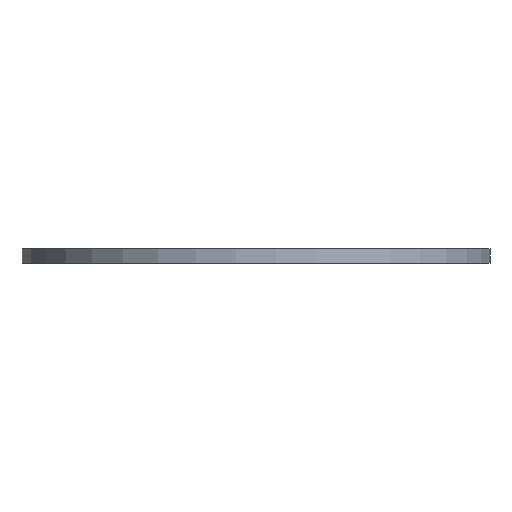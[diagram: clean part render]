
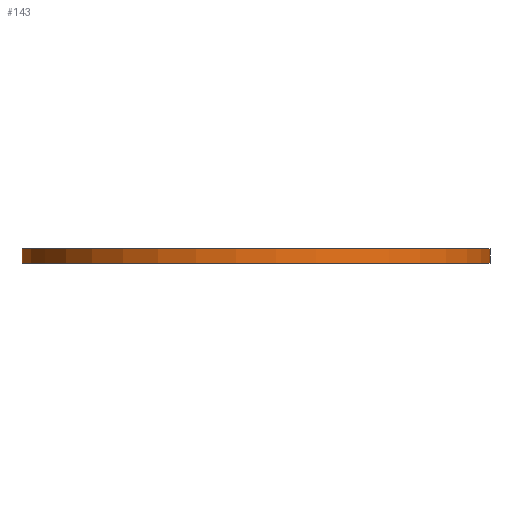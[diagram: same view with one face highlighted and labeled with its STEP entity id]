
A CAD part, front view. The second image highlights one B-rep face of the part: STEP entity #143.
In plain terms, the highlighted cylindrical face has radius 25.41 mm (diameter 50.82 mm), a partial arc.
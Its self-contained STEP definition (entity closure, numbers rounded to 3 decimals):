
#32 = EDGE_CURVE('',#33,#35,#37,.T.);
#33 = VERTEX_POINT('',#34);
#34 = CARTESIAN_POINT('',(145.009,-79.72,0.));
#35 = VERTEX_POINT('',#36);
#36 = CARTESIAN_POINT('',(145.009,-79.72,1.6));
#37 = SURFACE_CURVE('',#38,(#42,#54),.PCURVE_S1.);
#38 = LINE('',#39,#40);
#39 = CARTESIAN_POINT('',(145.009,-79.72,0.));
#40 = VECTOR('',#41,1.);
#41 = DIRECTION('',(0.,0.,1.));
#42 = PCURVE('',#43,#48);
#43 = PLANE('',#44);
#44 = AXIS2_PLACEMENT_3D('',#45,#46,#47);
#45 = CARTESIAN_POINT('',(145.009,-79.72,0.));
#46 = DIRECTION('',(0.,1.,-0.));
#47 = DIRECTION('',(1.,0.,0.));
#48 = DEFINITIONAL_REPRESENTATION('',(#49),#53);
#49 = LINE('',#50,#51);
#50 = CARTESIAN_POINT('',(0.,0.));
#51 = VECTOR('',#52,1.);
#52 = DIRECTION('',(0.,-1.));
#53 = ( GEOMETRIC_REPRESENTATION_CONTEXT(2) 
PARAMETRIC_REPRESENTATION_CONTEXT() REPRESENTATION_CONTEXT('2D SPACE',''
  ) );
#54 = PCURVE('',#55,#60);
#55 = CYLINDRICAL_SURFACE('',#56,25.41);
#56 = AXIS2_PLACEMENT_3D('',#57,#58,#59);
#57 = CARTESIAN_POINT('',(148.501,-104.889,0.));
#58 = DIRECTION('',(-0.,-0.,-1.));
#59 = DIRECTION('',(1.,0.,-0.));
#60 = DEFINITIONAL_REPRESENTATION('',(#61),#65);
#61 = LINE('',#62,#63);
#62 = CARTESIAN_POINT('',(-1.709,0.));
#63 = VECTOR('',#64,1.);
#64 = DIRECTION('',(-0.,-1.));
#65 = ( GEOMETRIC_REPRESENTATION_CONTEXT(2) 
PARAMETRIC_REPRESENTATION_CONTEXT() REPRESENTATION_CONTEXT('2D SPACE',''
  ) );
#68 = VERTEX_POINT('',#69);
#69 = CARTESIAN_POINT('',(151.994,-79.72,1.6));
#83 = PLANE('',#84);
#84 = AXIS2_PLACEMENT_3D('',#85,#86,#87);
#85 = CARTESIAN_POINT('',(148.501,-104.298,1.6));
#86 = DIRECTION('',(-0.,-0.,-1.));
#87 = DIRECTION('',(-1.,0.,0.));
#95 = EDGE_CURVE('',#96,#68,#98,.T.);
#96 = VERTEX_POINT('',#97);
#97 = CARTESIAN_POINT('',(151.994,-79.72,0.));
#98 = SURFACE_CURVE('',#99,(#103,#110),.PCURVE_S1.);
#99 = LINE('',#100,#101);
#100 = CARTESIAN_POINT('',(151.994,-79.72,0.));
#101 = VECTOR('',#102,1.);
#102 = DIRECTION('',(0.,0.,1.));
#103 = PCURVE('',#43,#104);
#104 = DEFINITIONAL_REPRESENTATION('',(#105),#109);
#105 = LINE('',#106,#107);
#106 = CARTESIAN_POINT('',(6.985,0.));
#107 = VECTOR('',#108,1.);
#108 = DIRECTION('',(0.,-1.));
#109 = ( GEOMETRIC_REPRESENTATION_CONTEXT(2) 
PARAMETRIC_REPRESENTATION_CONTEXT() REPRESENTATION_CONTEXT('2D SPACE',''
  ) );
#110 = PCURVE('',#55,#111);
#111 = DEFINITIONAL_REPRESENTATION('',(#112),#116);
#112 = LINE('',#113,#114);
#113 = CARTESIAN_POINT('',(-7.716,0.));
#114 = VECTOR('',#115,1.);
#115 = DIRECTION('',(-0.,-1.));
#116 = ( GEOMETRIC_REPRESENTATION_CONTEXT(2) 
PARAMETRIC_REPRESENTATION_CONTEXT() REPRESENTATION_CONTEXT('2D SPACE',''
  ) );
#132 = PLANE('',#133);
#133 = AXIS2_PLACEMENT_3D('',#134,#135,#136);
#134 = CARTESIAN_POINT('',(148.501,-104.298,0.));
#135 = DIRECTION('',(-0.,-0.,-1.));
#136 = DIRECTION('',(-1.,0.,0.));
#143 = ADVANCED_FACE('',(#144),#55,.T.);
#144 = FACE_BOUND('',#145,.F.);
#145 = EDGE_LOOP('',(#146,#147,#173,#174));
#146 = ORIENTED_EDGE('',*,*,#32,.T.);
#147 = ORIENTED_EDGE('',*,*,#148,.T.);
#148 = EDGE_CURVE('',#35,#68,#149,.T.);
#149 = SURFACE_CURVE('',#150,(#155,#162),.PCURVE_S1.);
#150 = CIRCLE('',#151,25.41);
#151 = AXIS2_PLACEMENT_3D('',#152,#153,#154);
#152 = CARTESIAN_POINT('',(148.501,-104.889,1.6));
#153 = DIRECTION('',(0.,0.,1.));
#154 = DIRECTION('',(1.,0.,-0.));
#155 = PCURVE('',#55,#156);
#156 = DEFINITIONAL_REPRESENTATION('',(#157),#161);
#157 = LINE('',#158,#159);
#158 = CARTESIAN_POINT('',(-0.,-1.6));
#159 = VECTOR('',#160,1.);
#160 = DIRECTION('',(-1.,0.));
#161 = ( GEOMETRIC_REPRESENTATION_CONTEXT(2) 
PARAMETRIC_REPRESENTATION_CONTEXT() REPRESENTATION_CONTEXT('2D SPACE',''
  ) );
#162 = PCURVE('',#83,#163);
#163 = DEFINITIONAL_REPRESENTATION('',(#164),#172);
#164 = ( BOUNDED_CURVE() B_SPLINE_CURVE(2,(#165,#166,#167,#168,#169,#170
,#171),.UNSPECIFIED.,.T.,.F.) B_SPLINE_CURVE_WITH_KNOTS((1,2,2,2,2,1),(
    -2.094,0.,2.094,4.189,6.283,
8.378),.UNSPECIFIED.) CURVE() GEOMETRIC_REPRESENTATION_ITEM() 
RATIONAL_B_SPLINE_CURVE((1.,0.5,1.,0.5,1.,0.5,1.)) REPRESENTATION_ITEM(
  '') );
#165 = CARTESIAN_POINT('',(-25.41,-0.592));
#166 = CARTESIAN_POINT('',(-25.41,43.42));
#167 = CARTESIAN_POINT('',(12.705,21.414));
#168 = CARTESIAN_POINT('',(50.82,-0.592));
#169 = CARTESIAN_POINT('',(12.705,-22.598));
#170 = CARTESIAN_POINT('',(-25.41,-44.603));
#171 = CARTESIAN_POINT('',(-25.41,-0.592));
#172 = ( GEOMETRIC_REPRESENTATION_CONTEXT(2) 
PARAMETRIC_REPRESENTATION_CONTEXT() REPRESENTATION_CONTEXT('2D SPACE',''
  ) );
#173 = ORIENTED_EDGE('',*,*,#95,.F.);
#174 = ORIENTED_EDGE('',*,*,#175,.F.);
#175 = EDGE_CURVE('',#33,#96,#176,.T.);
#176 = SURFACE_CURVE('',#177,(#182,#189),.PCURVE_S1.);
#177 = CIRCLE('',#178,25.41);
#178 = AXIS2_PLACEMENT_3D('',#179,#180,#181);
#179 = CARTESIAN_POINT('',(148.501,-104.889,0.));
#180 = DIRECTION('',(0.,0.,1.));
#181 = DIRECTION('',(1.,0.,-0.));
#182 = PCURVE('',#55,#183);
#183 = DEFINITIONAL_REPRESENTATION('',(#184),#188);
#184 = LINE('',#185,#186);
#185 = CARTESIAN_POINT('',(-0.,0.));
#186 = VECTOR('',#187,1.);
#187 = DIRECTION('',(-1.,0.));
#188 = ( GEOMETRIC_REPRESENTATION_CONTEXT(2) 
PARAMETRIC_REPRESENTATION_CONTEXT() REPRESENTATION_CONTEXT('2D SPACE',''
  ) );
#189 = PCURVE('',#132,#190);
#190 = DEFINITIONAL_REPRESENTATION('',(#191),#199);
#191 = ( BOUNDED_CURVE() B_SPLINE_CURVE(2,(#192,#193,#194,#195,#196,#197
,#198),.UNSPECIFIED.,.T.,.F.) B_SPLINE_CURVE_WITH_KNOTS((1,2,2,2,2,1),(
    -2.094,0.,2.094,4.189,6.283,
8.378),.UNSPECIFIED.) CURVE() GEOMETRIC_REPRESENTATION_ITEM() 
RATIONAL_B_SPLINE_CURVE((1.,0.5,1.,0.5,1.,0.5,1.)) REPRESENTATION_ITEM(
  '') );
#192 = CARTESIAN_POINT('',(-25.41,-0.592));
#193 = CARTESIAN_POINT('',(-25.41,43.42));
#194 = CARTESIAN_POINT('',(12.705,21.414));
#195 = CARTESIAN_POINT('',(50.82,-0.592));
#196 = CARTESIAN_POINT('',(12.705,-22.598));
#197 = CARTESIAN_POINT('',(-25.41,-44.603));
#198 = CARTESIAN_POINT('',(-25.41,-0.592));
#199 = ( GEOMETRIC_REPRESENTATION_CONTEXT(2) 
PARAMETRIC_REPRESENTATION_CONTEXT() REPRESENTATION_CONTEXT('2D SPACE',''
  ) );
